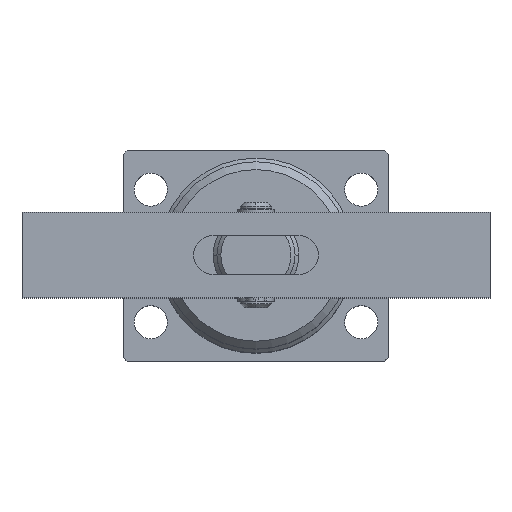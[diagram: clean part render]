
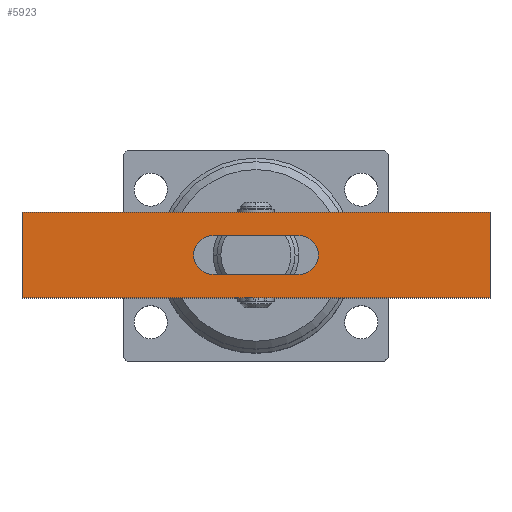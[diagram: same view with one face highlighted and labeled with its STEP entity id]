
A CAD part, top view. The second image highlights one B-rep face of the part: STEP entity #5923.
In plain terms, the highlighted face is planar.
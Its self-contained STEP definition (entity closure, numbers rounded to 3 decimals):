
#109 = AXIS2_PLACEMENT_3D ( 'NONE', #3832, #3831, #3830 ) ;
#117 = AXIS2_PLACEMENT_3D ( 'NONE', #3879, #3878, #3877 ) ;
#781 = DIRECTION ( 'NONE',  ( 0., 0., 1. ) ) ;
#782 = DIRECTION ( 'NONE',  ( 0., 1., 0. ) ) ;
#784 = PLANE ( 'NONE',  #2775 ) ;
#788 = CARTESIAN_POINT ( 'NONE',  ( -60., -11., 11. ) ) ;
#1080 = VECTOR ( 'NONE', #1554, 1000. ) ;
#1082 = LINE ( 'NONE', #1539, #1080 ) ;
#1085 = VECTOR ( 'NONE', #1541, 1000. ) ;
#1088 = LINE ( 'NONE', #1542, #1085 ) ;
#1099 = VECTOR ( 'NONE', #1556, 1000. ) ;
#1102 = LINE ( 'NONE', #1557, #1099 ) ;
#1539 = CARTESIAN_POINT ( 'NONE',  ( -60., -11., 11. ) ) ;
#1541 = DIRECTION ( 'NONE',  ( 1., 0., 0. ) ) ;
#1542 = CARTESIAN_POINT ( 'NONE',  ( -60., -11., -11. ) ) ;
#1554 = DIRECTION ( 'NONE',  ( 1., 0., 0. ) ) ;
#1556 = DIRECTION ( 'NONE',  ( 0., 0., -1. ) ) ;
#1557 = CARTESIAN_POINT ( 'NONE',  ( 60., -11., 11. ) ) ;
#1638 = ORIENTED_EDGE ( 'NONE', *, *, #1999, .T. ) ;
#1639 = ORIENTED_EDGE ( 'NONE', *, *, #1983, .T. ) ;
#1640 = ORIENTED_EDGE ( 'NONE', *, *, #1984, .T. ) ;
#1649 = ORIENTED_EDGE ( 'NONE', *, *, #5492, .F. ) ;
#1650 = ORIENTED_EDGE ( 'NONE', *, *, #5482, .F. ) ;
#1651 = ORIENTED_EDGE ( 'NONE', *, *, #5489, .T. ) ;
#1656 = ORIENTED_EDGE ( 'NONE', *, *, #1985, .T. ) ;
#1663 = ORIENTED_EDGE ( 'NONE', *, *, #1986, .T. ) ;
#1983 = EDGE_CURVE ( 'NONE', #4818, #2281, #4665, .T. ) ;
#1984 = EDGE_CURVE ( 'NONE', #2234, #4818, #4674, .T. ) ;
#1985 = EDGE_CURVE ( 'NONE', #2258, #2234, #4662, .T. ) ;
#1986 = EDGE_CURVE ( 'NONE', #2246, #4833, #4661, .T. ) ;
#1999 = EDGE_CURVE ( 'NONE', #2281, #2258, #4640, .T. ) ;
#2205 = VERTEX_POINT ( 'NONE', #3303 ) ;
#2234 = VERTEX_POINT ( 'NONE', #3184 ) ;
#2246 = VERTEX_POINT ( 'NONE', #3072 ) ;
#2258 = VERTEX_POINT ( 'NONE', #3082 ) ;
#2281 = VERTEX_POINT ( 'NONE', #2984 ) ;
#2324 = VERTEX_POINT ( 'NONE', #3182 ) ;
#2775 = AXIS2_PLACEMENT_3D ( 'NONE', #788, #782, #781 ) ;
#2984 = CARTESIAN_POINT ( 'NONE',  ( 11., -11., 5. ) ) ;
#3072 = CARTESIAN_POINT ( 'NONE',  ( -60., -11., 11. ) ) ;
#3082 = CARTESIAN_POINT ( 'NONE',  ( 11., -11., -5. ) ) ;
#3182 = CARTESIAN_POINT ( 'NONE',  ( 60., -11., 11. ) ) ;
#3184 = CARTESIAN_POINT ( 'NONE',  ( -11., -11., -5. ) ) ;
#3303 = CARTESIAN_POINT ( 'NONE',  ( 60., -11., -11. ) ) ;
#3533 = CARTESIAN_POINT ( 'NONE',  ( -11., -11., 5. ) ) ;
#3546 = CARTESIAN_POINT ( 'NONE',  ( -60., -11., -11. ) ) ;
#3830 = DIRECTION ( 'NONE',  ( 0., 0., 1. ) ) ;
#3831 = DIRECTION ( 'NONE',  ( 0., 1., 0. ) ) ;
#3832 = CARTESIAN_POINT ( 'NONE',  ( 11., -11., 0. ) ) ;
#3873 = DIRECTION ( 'NONE',  ( 0., 0., -1. ) ) ;
#3875 = CARTESIAN_POINT ( 'NONE',  ( -60., -11., 11. ) ) ;
#3877 = DIRECTION ( 'NONE',  ( 0., 0., 1. ) ) ;
#3878 = DIRECTION ( 'NONE',  ( 0., 1., 0. ) ) ;
#3879 = CARTESIAN_POINT ( 'NONE',  ( -11., -11., 0. ) ) ;
#3881 = CARTESIAN_POINT ( 'NONE',  ( -11., -11., -5. ) ) ;
#3886 = DIRECTION ( 'NONE',  ( -1., 0., 0. ) ) ;
#3890 = DIRECTION ( 'NONE',  ( 1., 0., 0. ) ) ;
#3891 = CARTESIAN_POINT ( 'NONE',  ( -11., -11., 5. ) ) ;
#4384 = FACE_OUTER_BOUND ( 'NONE', #5766, .T. ) ;
#4390 = FACE_BOUND ( 'NONE', #5773, .T. ) ;
#4640 = CIRCLE ( 'NONE', #109, 5. ) ;
#4658 = VECTOR ( 'NONE', #3873, 1000. ) ;
#4660 = VECTOR ( 'NONE', #3886, 1000. ) ;
#4661 = LINE ( 'NONE', #3875, #4658 ) ;
#4662 = LINE ( 'NONE', #3881, #4660 ) ;
#4663 = VECTOR ( 'NONE', #3890, 1000. ) ;
#4665 = LINE ( 'NONE', #3891, #4663 ) ;
#4674 = CIRCLE ( 'NONE', #117, 5. ) ;
#4818 = VERTEX_POINT ( 'NONE', #3533 ) ;
#4833 = VERTEX_POINT ( 'NONE', #3546 ) ;
#5482 = EDGE_CURVE ( 'NONE', #2324, #2205, #1102, .T. ) ;
#5489 = EDGE_CURVE ( 'NONE', #4833, #2205, #1088, .T. ) ;
#5492 = EDGE_CURVE ( 'NONE', #2246, #2324, #1082, .T. ) ;
#5766 = EDGE_LOOP ( 'NONE', ( #1651, #1650, #1649, #1663 ) ) ;
#5773 = EDGE_LOOP ( 'NONE', ( #1656, #1640, #1639, #1638 ) ) ;
#5923 = ADVANCED_FACE ( 'NONE', ( #4390, #4384 ), #784, .F. ) ;
